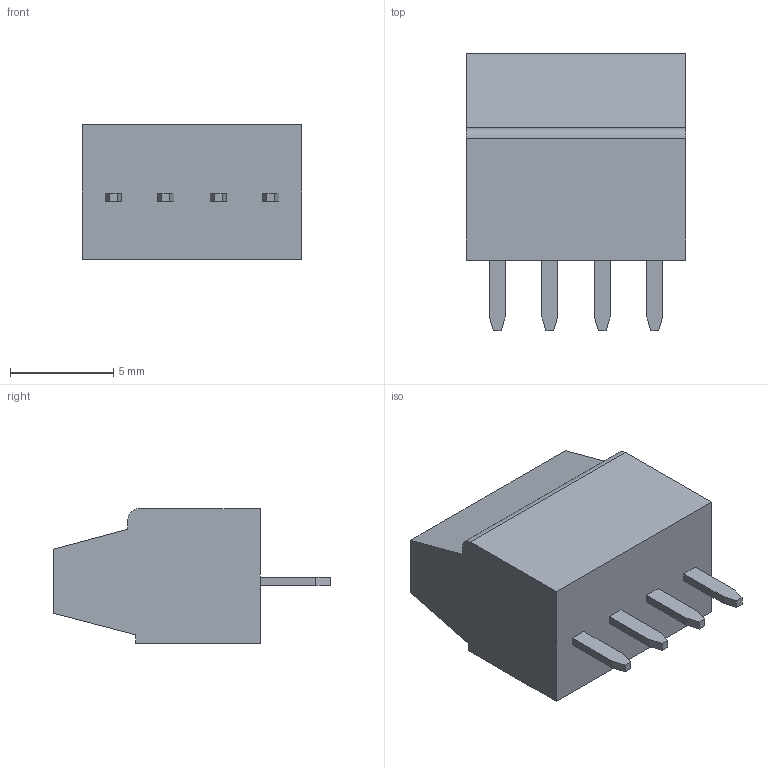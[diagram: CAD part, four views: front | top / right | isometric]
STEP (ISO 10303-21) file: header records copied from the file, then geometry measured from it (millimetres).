
FILE_DESCRIPTION((''),'2;1');
FILE_NAME('397730004','2018-10-08T',('gga'),(''),'PRO/ENGINEER BY PARAMETRIC TECHNOLOGY CORPORATION, 2016010','PRO/ENGINEER BY PARAMETRIC TECHNOLOGY CORPORATION, 2016010','');
FILE_SCHEMA(('CONFIG_CONTROL_DESIGN'));
Length unit declared in the file: inch
Products named in the file (1): 397730004
Bounding box: 10.62 x 13.41 x 6.5 mm (x, y, z)
Volume: 575.9 mm3; surface area: 502.9 mm2
Topology: 1 solids, 1 shells, 87 faces, 215 edges, 146 vertices
Faces by surface type: plane 78, cylinder 9
Entity records: 2556 total; most frequent: CARTESIAN_POINT 433, DIRECTION 417, ORIENTED_EDGE 406, EDGE_CURVE 203, VECTOR 189, LINE 189, VERTEX_POINT 130, AXIS2_PLACEMENT_3D 114
